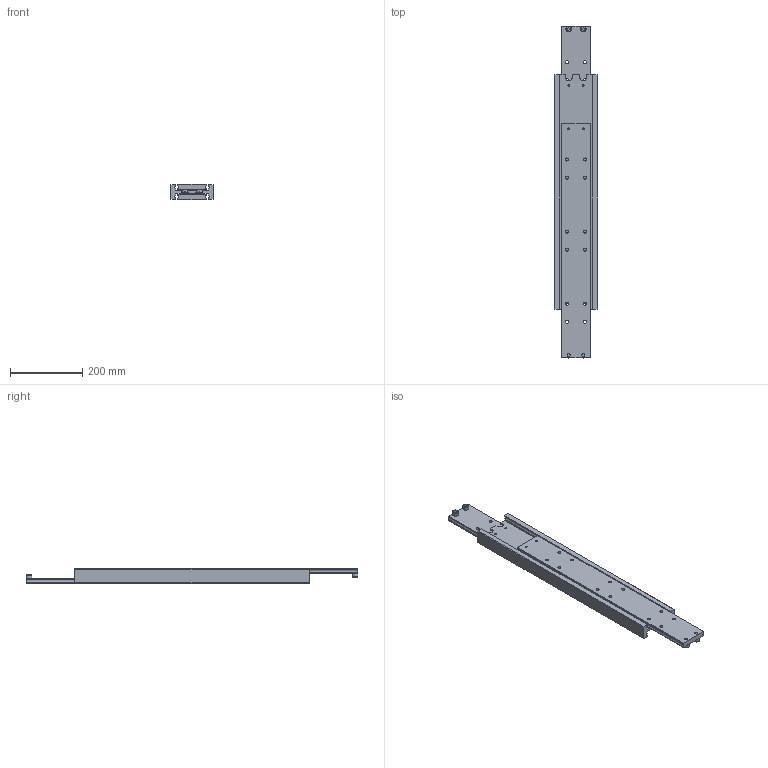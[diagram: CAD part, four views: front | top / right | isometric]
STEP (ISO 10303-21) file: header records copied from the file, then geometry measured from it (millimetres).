
FILE_DESCRIPTION(/* description */ ('SUPREME TR12044 -650/650 (44)'),/* implementation_level */ '2;1');
FILE_NAME(/* name */ '138120-S10_01.stp',/* time_stamp */ '2023-06-22T15:59:34+02:00',/* author */ ('r.groen'),/* organization */ (''),/* preprocessor_version */ 'ST-DEVELOPER v18.1',/* originating_system */ 'Autodesk Inventor 2022',/* authorisation */ '');
FILE_SCHEMA (('AUTOMOTIVE_DESIGN { 1 0 10303 214 3 1 1 }'));
Length unit declared in the file: millimetre
Products named in the file (3): 138120-S10; 138120-S10_1; 138120-S10_2
Assembly tree (3 placements, depth 2):
  138120-S10
    138120-S10_1
    138120-S10_2  x2
Bounding box: 120 x 920 x 44 mm (x, y, z)
Volume: 2700869.1 mm3; surface area: 521962.9 mm2
Topology: 3 solids, 37 shells, 289 faces, 811 edges, 536 vertices
Faces by surface type: cylinder 87, plane 86, cone 80, torus 36
Full cylindrical faces by diameter (mm): 3 x3, 4.92 x8, 8.38 x60, 16 x4
Entity records: 5785 total; most frequent: DIRECTION 1044, CARTESIAN_POINT 996, ORIENTED_EDGE 952, EDGE_CURVE 476, AXIS2_PLACEMENT_3D 406, VERTEX_POINT 316, LINE 232, VECTOR 232
